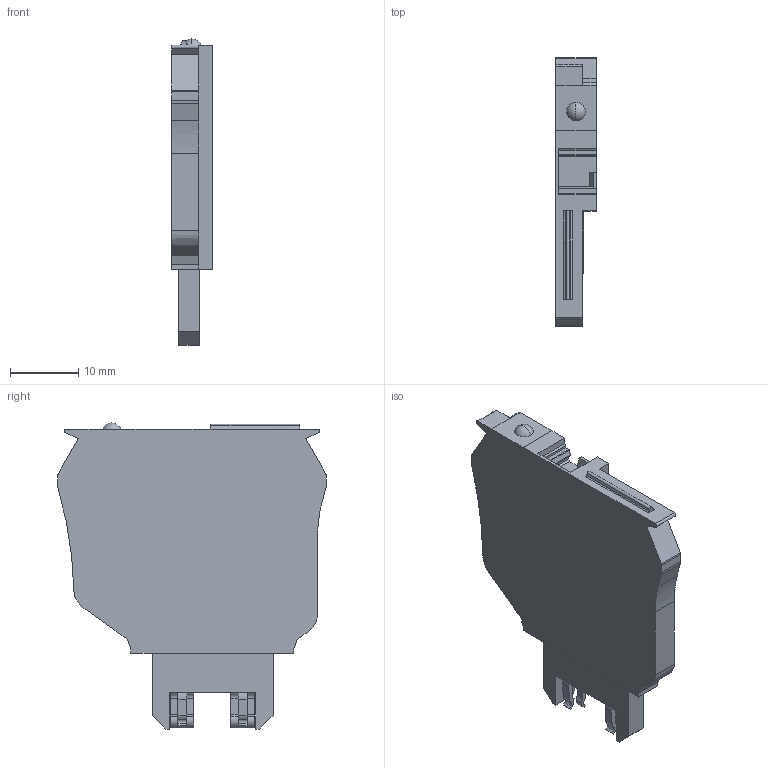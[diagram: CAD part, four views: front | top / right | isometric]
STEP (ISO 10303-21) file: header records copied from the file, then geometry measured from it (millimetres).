
FILE_DESCRIPTION(('CATIA V5R20 STEP214'),'2;1');
FILE_NAME ('6650142_4', '2014-12-10T09:33:48+00:00', ('Weidmueller Interface'), ('Weidmueller'), 'CATIA Version 5 Release 20 SP 5 (IN-10)', 'CATIA V5 STEP AP214', 'none');
FILE_SCHEMA(('AUTOMOTIVE_DESIGN { 1 0 10303 214 1 1 1 1 }'));
Length unit declared in the file: millimetre
Products named in the file (1): 9537560000_SIHA_1-G20-LD
Bounding box: 5.95 x 39.34 x 44.8 mm (x, y, z)
Volume: 6117 mm3; surface area: 3565.3 mm2
Topology: 2 solids, 2 shells, 174 faces, 514 edges, 349 vertices
Faces by surface type: plane 115, cylinder 40, extrusion 14, bspline 3, sphere 2
Entity records: 5972 total; most frequent: CARTESIAN_POINT 1521, ORIENTED_EDGE 1024, DIRECTION 723, EDGE_CURVE 512, VECTOR 360, VERTEX_POINT 349, LINE 346, AXIS2_PLACEMENT_3D 226
